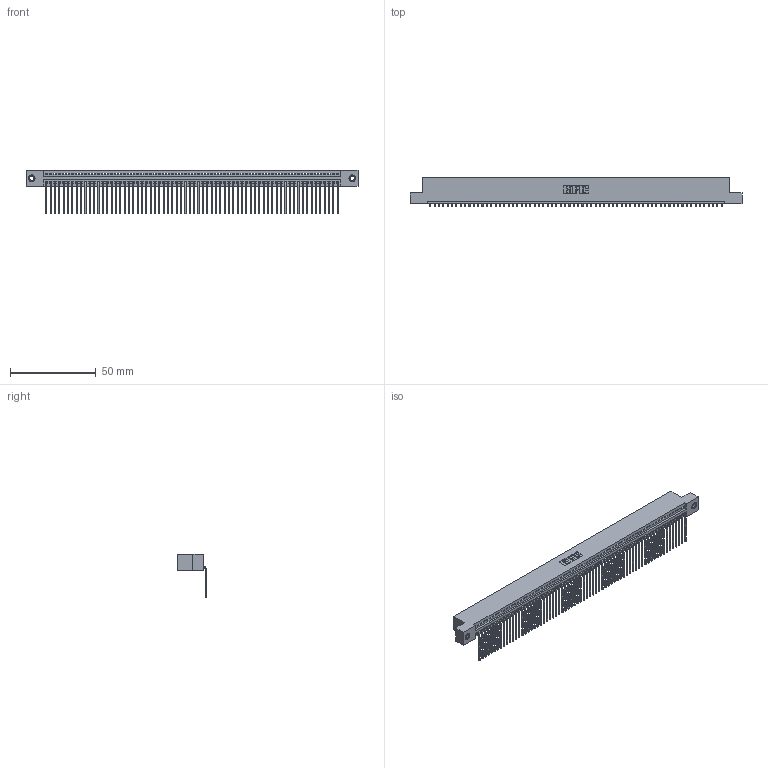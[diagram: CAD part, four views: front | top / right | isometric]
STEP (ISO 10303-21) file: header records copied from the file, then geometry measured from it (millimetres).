
FILE_DESCRIPTION (( 'STEP AP203' ), '1' );
FILE_NAME ('345-068-559-107.STEP', '2019-10-12T08:09:51', ( '' ), ( '' ), 'SwSTEP 2.0', 'SolidWorks 2016', '' );
FILE_SCHEMA (( 'CONFIG_CONTROL_DESIGN' ));
Length unit declared in the file: inch
Products named in the file (4): 345-292-001_558 559 Tail - 1; 345-250-001_345-250-005-103; 345-068-559-107; 345 Part_Flush Mounting Lugs - 0.156 Dia-TI
Assembly tree (71 placements, depth 2):
  345-068-559-107
    345 Part_Flush Mounting Lugs - 0.156 Dia-TI
    345-292-001_558 559 Tail - 1  x68
    345-250-001_345-250-005-103  x2
Bounding box: 193.93 x 16.75 x 25.53 mm (x, y, z)
Volume: 18845.6 mm3; surface area: 26761.3 mm2
Topology: 71 solids, 71 shells, 4266 faces, 12853 edges, 8470 vertices
Faces by surface type: plane 2968, cylinder 1282, cone 12, torus 4
Entity records: 48948 total; most frequent: CARTESIAN_POINT 8459, ORIENTED_EDGE 8454, DIRECTION 7377, EDGE_CURVE 4227, VECTOR 3803, LINE 3803, VERTEX_POINT 2812, AXIS2_PLACEMENT_3D 1787
